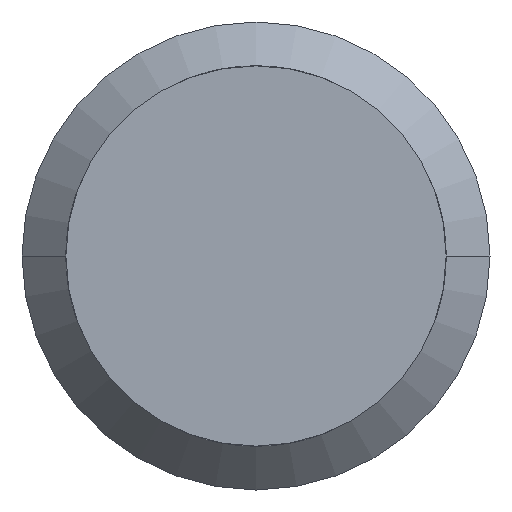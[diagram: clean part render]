
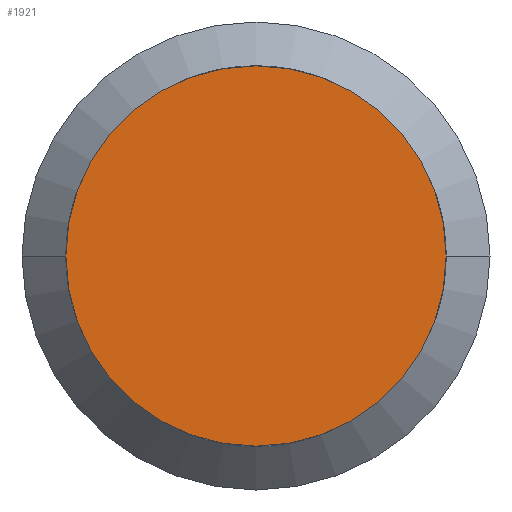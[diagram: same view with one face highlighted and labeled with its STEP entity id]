
A CAD part, front view. The second image highlights one B-rep face of the part: STEP entity #1921.
In plain terms, the highlighted planar face has unit normal (0, -1, 0).
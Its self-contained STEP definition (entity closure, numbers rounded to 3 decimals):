
#942=CARTESIAN_POINT('',(0.,-46.,0.));
#943=DIRECTION('',(0.,1.,0.));
#944=DIRECTION('',(-1.,0.,0.));
#945=AXIS2_PLACEMENT_3D('',#942,#943,#944);
#950=CARTESIAN_POINT('',(0.,-46.,0.));
#951=DIRECTION('',(0.,1.,0.));
#952=DIRECTION('',(1.,0.,0.));
#953=AXIS2_PLACEMENT_3D('',#950,#951,#952);
#1022=CARTESIAN_POINT('',(3.25,-46.,0.));
#1023=VERTEX_POINT('',#1022);
#1024=CARTESIAN_POINT('',(-3.25,-46.,0.));
#1025=VERTEX_POINT('',#1024);
#1912=CARTESIAN_POINT('',(0.,-46.,0.));
#1913=DIRECTION('',(0.,-1.,0.));
#1914=DIRECTION('',(-1.,0.,0.));
#1915=AXIS2_PLACEMENT_3D('',#1912,#1913,#1914);
#1916=PLANE('',#1915);
#1917=ORIENTED_EDGE('',*,*,#1871,.T.);
#1918=ORIENTED_EDGE('',*,*,#1709,.T.);
#1919=EDGE_LOOP('',(#1917,#1918));
#1920=FACE_OUTER_BOUND('',#1919,.F.);
#1921=ADVANCED_FACE('',(#1920),#1916,.T.);
#946=CIRCLE('',#945,3.25);
#954=CIRCLE('',#953,3.25);
#1709=EDGE_CURVE('',#1023,#1025,#954,.T.);
#1871=EDGE_CURVE('',#1025,#1023,#946,.T.);
